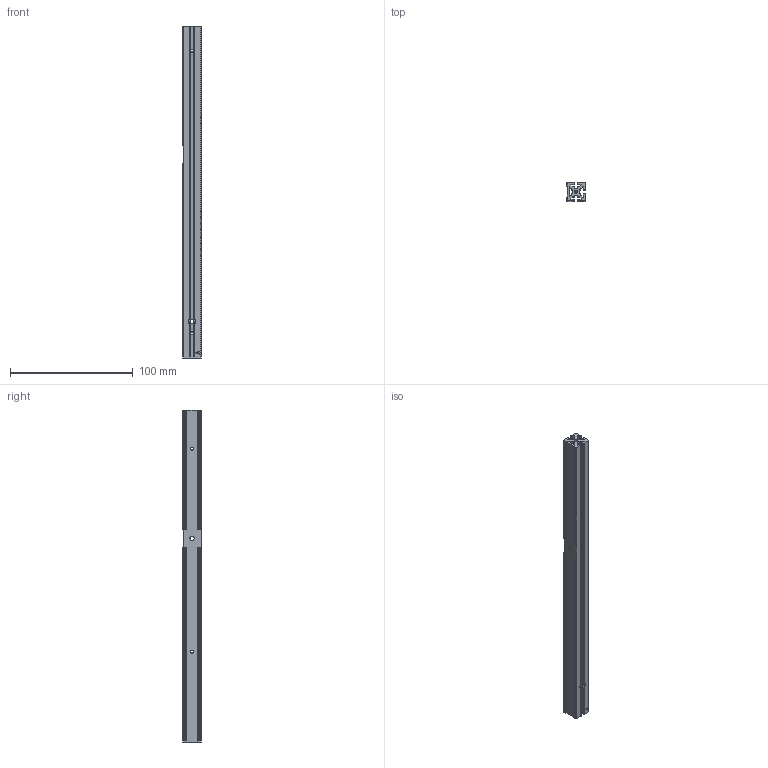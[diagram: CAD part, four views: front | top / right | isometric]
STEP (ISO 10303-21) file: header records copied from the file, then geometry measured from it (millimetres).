
FILE_DESCRIPTION (( 'STEP AP214' ), '1' );
FILE_NAME ('JXHMP4602-03092-a 菁窒酘軝褽.step', '2025-02-07T09:22:06', ( 'Windows User' ), ( 'P R C' ), 'SwSTEP 2.0', 'SolidWorks 2020', '' );
FILE_SCHEMA (( 'AUTOMOTIVE_DESIGN' ));
Length unit declared in the file: millimetre
Products named in the file (1): JXHMP4602-03092-a 菁窒酘軝褽
Bounding box: 15 x 15 x 270 mm (x, y, z)
Volume: 35025.5 mm3; surface area: 38666.3 mm2
Topology: 1 solids, 1 shells, 300 faces, 912 edges, 589 vertices
Faces by surface type: cylinder 166, plane 129, cone 5
Entity records: 11029 total; most frequent: CARTESIAN_POINT 2537, ORIENTED_EDGE 1822, DIRECTION 1647, EDGE_CURVE 911, VERTEX_POINT 589, AXIS2_PLACEMENT_3D 557, VECTOR 533, LINE 533
